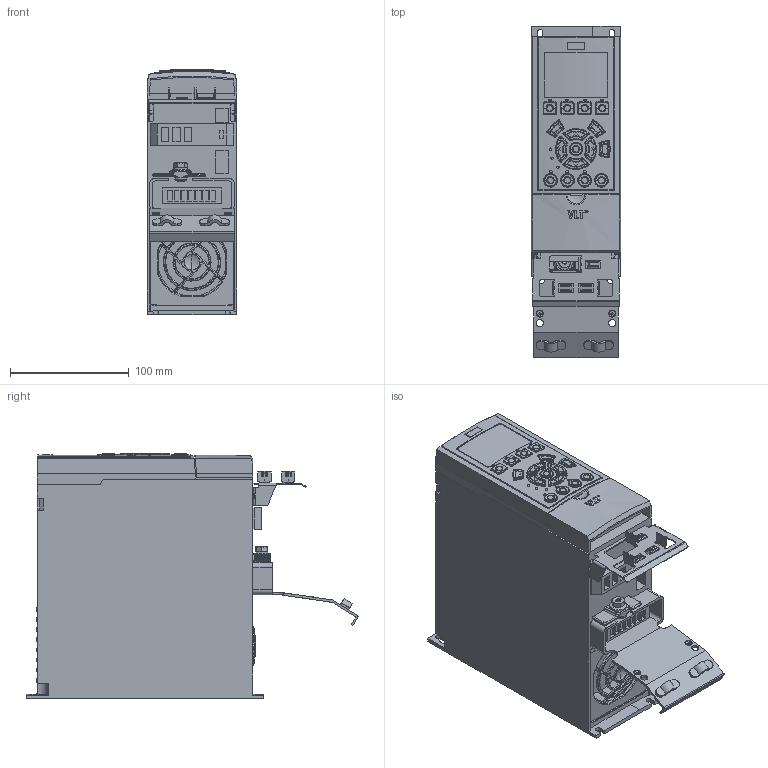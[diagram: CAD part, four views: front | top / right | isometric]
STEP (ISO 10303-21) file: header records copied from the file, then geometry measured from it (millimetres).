
FILE_DESCRIPTION((''),'2;1');
FILE_NAME('PRT0003','2019-09-04T',('U322080'),(''),'CREO PARAMETRIC BY PTC INC, 2018070','CREO PARAMETRIC BY PTC INC, 2018070','');
FILE_SCHEMA(('CONFIG_CONTROL_DESIGN'));
Products named in the file (1): PRT0003
Bounding box: 75 x 279 x 206.17 mm (x, y, z)
Surface area: 221481.7 mm2 (no closed solid volume)
Topology: 0 solids, 17 shells, 2248 faces, 5731 edges, 3569 vertices
Faces by surface type: plane 775, cylinder 707, bspline 599, torus 102, extrusion 24, cone 22, sphere 19
Entity records: 120383 total; most frequent: CARTESIAN_POINT 46911, ORIENTED_EDGE 11422, DIRECTION 8251, EDGE_CURVE 5711, FILL_AREA_STYLE_COLOUR 4000, FILL_AREA_STYLE 4000, SURFACE_STYLE_FILL_AREA 4000, SURFACE_SIDE_STYLE 4000
